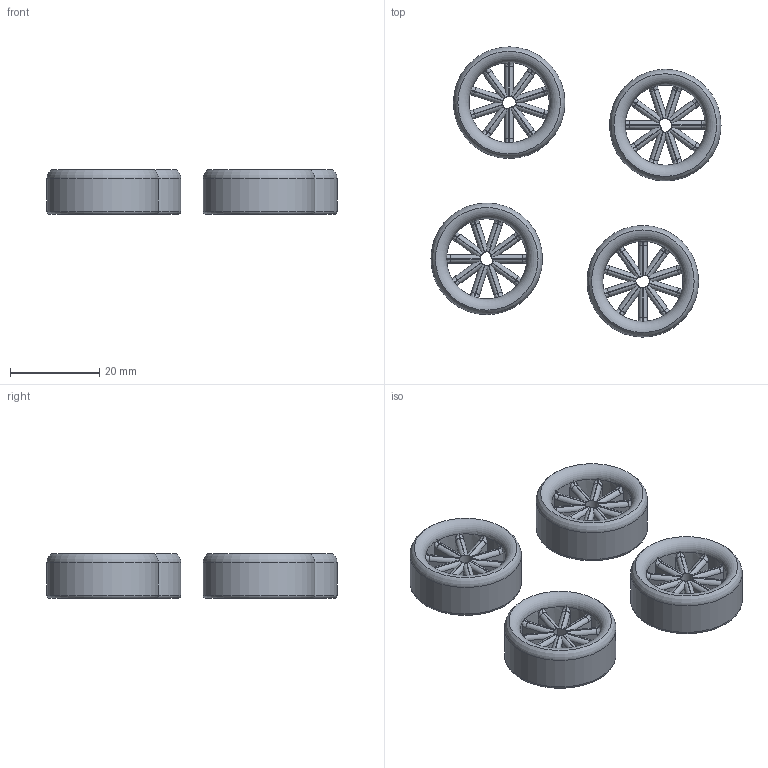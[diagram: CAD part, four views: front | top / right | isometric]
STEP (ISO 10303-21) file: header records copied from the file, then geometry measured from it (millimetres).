
FILE_DESCRIPTION(/* description */ (''),/* implementation_level */ '2;1');
FILE_NAME(/* name */ 'moxi_wheels.step',/* time_stamp */ '2025-07-13T16:26:18-07:00',/* author */ (''),/* organization */ (''),/* preprocessor_version */ 'ST-DEVELOPER v20.1',/* originating_system */ 'Autodesk Translation Framework v14.10.0.0',/* authorisation */ '');
FILE_SCHEMA (('AUTOMOTIVE_DESIGN { 1 0 10303 214 3 1 1 }'));
Length unit declared in the file: millimetre
Products named in the file (1): 2025-07-12-20-36-44-588
Bounding box: 65.03 x 65.03 x 10 mm (x, y, z)
Volume: 12578 mm3; surface area: 10588.9 mm2
Topology: 4 solids, 4 shells, 548 faces, 1624 edges, 1000 vertices
Faces by surface type: cylinder 208, bspline 160, plane 128, torus 52
Full cylindrical faces by diameter (mm): 25 x4
Entity records: 23474 total; most frequent: CARTESIAN_POINT 10217, ORIENTED_EDGE 3248, DIRECTION 2186, EDGE_CURVE 1624, VERTEX_POINT 1000, AXIS2_PLACEMENT_3D 857, B_SPLINE_CURVE_WITH_KNOTS 684, EDGE_LOOP 552
